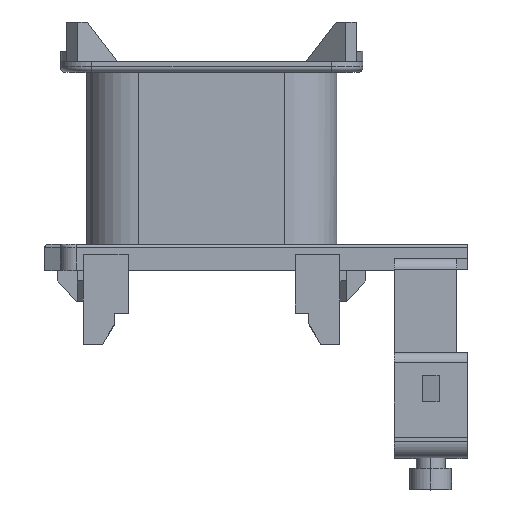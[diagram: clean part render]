
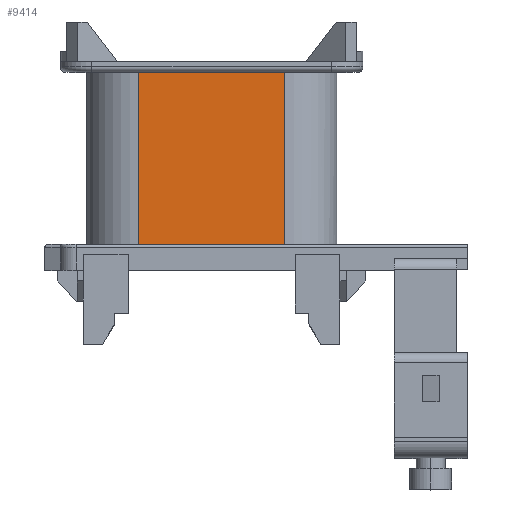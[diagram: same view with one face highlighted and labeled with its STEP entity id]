
A CAD part, top view. The second image highlights one B-rep face of the part: STEP entity #9414.
In plain terms, the highlighted planar face has unit normal (0, 0, 1).
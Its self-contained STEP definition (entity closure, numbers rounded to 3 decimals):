
#46 = DIRECTION ( 'NONE',  ( 1., 0., 0. ) ) ;
#537 = ORIENTED_EDGE ( 'NONE', *, *, #4963, .T. ) ;
#1665 = VECTOR ( 'NONE', #6537, 1000. ) ;
#2189 = LINE ( 'NONE', #9740, #3974 ) ;
#2530 = DIRECTION ( 'NONE',  ( 0., 0., -1. ) ) ;
#3927 = DIRECTION ( 'NONE',  ( -1., 0., 0. ) ) ;
#3974 = VECTOR ( 'NONE', #4620, 1000. ) ;
#4028 = CARTESIAN_POINT ( 'NONE',  ( 2., 10.25, 10.3 ) ) ;
#4049 = LINE ( 'NONE', #10438, #12364 ) ;
#4620 = DIRECTION ( 'NONE',  ( 0., -1., 0. ) ) ;
#4963 = EDGE_CURVE ( 'NONE', #10133, #9577, #7644, .T. ) ;
#5223 = CARTESIAN_POINT ( 'NONE',  ( -17., 26.75, 10.3 ) ) ;
#5299 = CARTESIAN_POINT ( 'NONE',  ( 2., 26.75, 10.3 ) ) ;
#6537 = DIRECTION ( 'NONE',  ( 1., 0., 0. ) ) ;
#7109 = ORIENTED_EDGE ( 'NONE', *, *, #9551, .T. ) ;
#7644 = LINE ( 'NONE', #10253, #11951 ) ;
#7699 = PLANE ( 'NONE',  #9257 ) ;
#8045 = EDGE_CURVE ( 'NONE', #8956, #10133, #2189, .T. ) ;
#8162 = VERTEX_POINT ( 'NONE', #5299 ) ;
#8956 = VERTEX_POINT ( 'NONE', #12955 ) ;
#9005 = DIRECTION ( 'NONE',  ( 0., 1., 0. ) ) ;
#9257 = AXIS2_PLACEMENT_3D ( 'NONE', #13825, #2530, #3927 ) ;
#9321 = CARTESIAN_POINT ( 'NONE',  ( -12., 10.25, 10.3 ) ) ;
#9414 = ADVANCED_FACE ( 'NONE', ( #13137 ), #7699, .F. ) ;
#9551 = EDGE_CURVE ( 'NONE', #9577, #8162, #4049, .T. ) ;
#9577 = VERTEX_POINT ( 'NONE', #4028 ) ;
#9740 = CARTESIAN_POINT ( 'NONE',  ( -12., 26.75, 10.3 ) ) ;
#10133 = VERTEX_POINT ( 'NONE', #9321 ) ;
#10253 = CARTESIAN_POINT ( 'NONE',  ( -17., 10.25, 10.3 ) ) ;
#10438 = CARTESIAN_POINT ( 'NONE',  ( 2., 26.75, 10.3 ) ) ;
#11641 = EDGE_CURVE ( 'NONE', #8956, #8162, #16336, .T. ) ;
#11705 = EDGE_LOOP ( 'NONE', ( #537, #7109, #13992, #13127 ) ) ;
#11951 = VECTOR ( 'NONE', #46, 1000. ) ;
#12364 = VECTOR ( 'NONE', #9005, 1000. ) ;
#12955 = CARTESIAN_POINT ( 'NONE',  ( -12., 26.75, 10.3 ) ) ;
#13127 = ORIENTED_EDGE ( 'NONE', *, *, #8045, .T. ) ;
#13137 = FACE_OUTER_BOUND ( 'NONE', #11705, .T. ) ;
#13825 = CARTESIAN_POINT ( 'NONE',  ( -17., 26.75, 10.3 ) ) ;
#13992 = ORIENTED_EDGE ( 'NONE', *, *, #11641, .F. ) ;
#16336 = LINE ( 'NONE', #5223, #1665 ) ;
